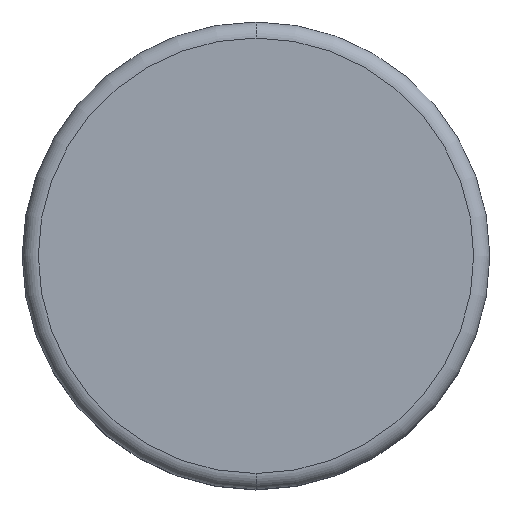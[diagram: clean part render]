
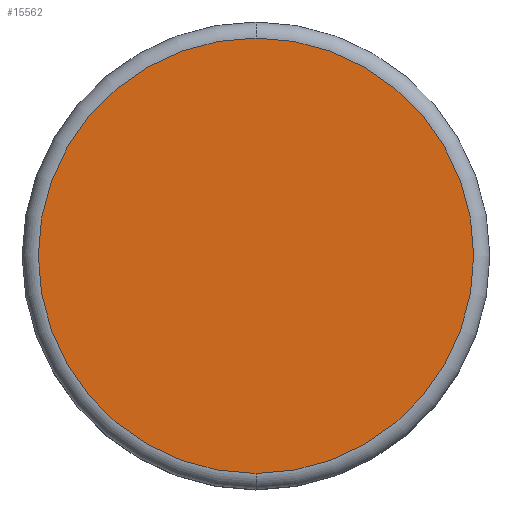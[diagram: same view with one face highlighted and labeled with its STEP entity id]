
A CAD part, top view. The second image highlights one B-rep face of the part: STEP entity #15562.
In plain terms, the highlighted face is planar.
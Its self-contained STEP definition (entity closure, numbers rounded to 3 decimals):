
#965 = FACE_OUTER_BOUND ( 'NONE', #8856, .T. ) ;
#2004 = DIRECTION ( 'NONE',  ( 0., 0., 1. ) ) ;
#3368 = PLANE ( 'NONE',  #10096 ) ;
#4791 = ORIENTED_EDGE ( 'NONE', *, *, #14326, .T. ) ;
#5174 = DIRECTION ( 'NONE',  ( 0., -1., 0. ) ) ;
#6557 = CARTESIAN_POINT ( 'NONE',  ( 0., 0., 0. ) ) ;
#6659 = DIRECTION ( 'NONE',  ( 0., -1., 0. ) ) ;
#7699 = DIRECTION ( 'NONE',  ( 0., 0., 1. ) ) ;
#7810 = CARTESIAN_POINT ( 'NONE',  ( 0., 0., -13.5 ) ) ;
#8134 = VERTEX_POINT ( 'NONE', #12384 ) ;
#8856 = EDGE_LOOP ( 'NONE', ( #16722, #4791 ) ) ;
#10096 = AXIS2_PLACEMENT_3D ( 'NONE', #12398, #12634, #2004 ) ;
#10818 = AXIS2_PLACEMENT_3D ( 'NONE', #14550, #6659, #15840 ) ;
#10849 = EDGE_CURVE ( 'NONE', #8134, #12305, #15932, .T. ) ;
#12305 = VERTEX_POINT ( 'NONE', #7810 ) ;
#12384 = CARTESIAN_POINT ( 'NONE',  ( 0., 0., 13.5 ) ) ;
#12398 = CARTESIAN_POINT ( 'NONE',  ( 0., 0., 0. ) ) ;
#12634 = DIRECTION ( 'NONE',  ( 0., 1., 0. ) ) ;
#14326 = EDGE_CURVE ( 'NONE', #12305, #8134, #16524, .T. ) ;
#14550 = CARTESIAN_POINT ( 'NONE',  ( 0., 0., 0. ) ) ;
#15226 = AXIS2_PLACEMENT_3D ( 'NONE', #6557, #5174, #7699 ) ;
#15562 = ADVANCED_FACE ( 'NONE', ( #965 ), #3368, .F. ) ;
#15840 = DIRECTION ( 'NONE',  ( 0., 0., 1. ) ) ;
#15932 = CIRCLE ( 'NONE', #10818, 13.5 ) ;
#16524 = CIRCLE ( 'NONE', #15226, 13.5 ) ;
#16722 = ORIENTED_EDGE ( 'NONE', *, *, #10849, .T. ) ;
